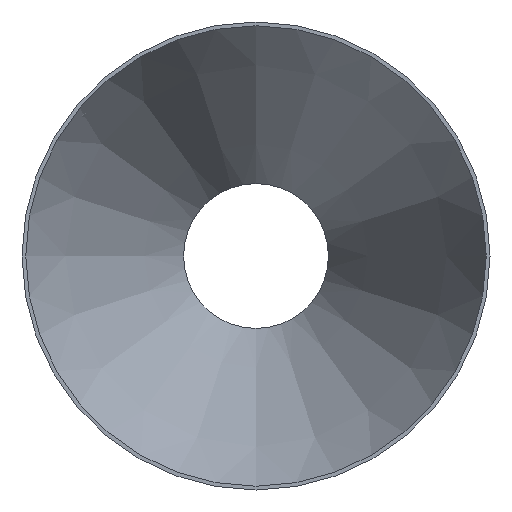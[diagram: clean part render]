
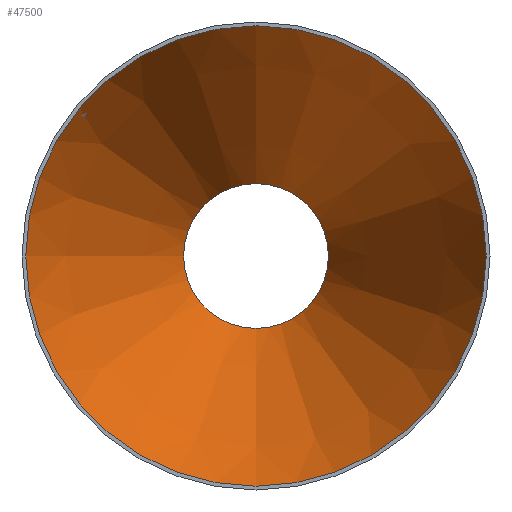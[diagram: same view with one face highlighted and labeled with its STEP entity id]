
A CAD part, front view. The second image highlights one B-rep face of the part: STEP entity #47500.
In plain terms, the highlighted conical face has half-angle 24.714 degrees and reference radius 134.298 mm.
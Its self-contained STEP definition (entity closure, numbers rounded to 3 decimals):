
#3237 = ORIENTED_EDGE ( 'NONE', *, *, #51580, .F. ) ;
#3391 = DIRECTION ( 'NONE',  ( 0., 0., -1. ) ) ;
#3449 = FACE_OUTER_BOUND ( 'NONE', #24387, .T. ) ;
#9693 = VERTEX_POINT ( 'NONE', #22213 ) ;
#10130 = CARTESIAN_POINT ( 'NONE',  ( 0., 200., 0. ) ) ;
#12763 = EDGE_CURVE ( 'NONE', #9693, #9693, #43537, .T. ) ;
#14275 = CONICAL_SURFACE ( 'NONE', #22091, 134.298, 0.431 ) ;
#20454 = CIRCLE ( 'NONE', #28232, 42.248 ) ;
#22091 = AXIS2_PLACEMENT_3D ( 'NONE', #32810, #23318, #40150 ) ;
#22213 = CARTESIAN_POINT ( 'NONE',  ( 0., 0., -134.298 ) ) ;
#22623 = DIRECTION ( 'NONE',  ( 0., 0., -1. ) ) ;
#23260 = CARTESIAN_POINT ( 'NONE',  ( 0., 200., -42.248 ) ) ;
#23318 = DIRECTION ( 'NONE',  ( 0., -1., 0. ) ) ;
#24387 = EDGE_LOOP ( 'NONE', ( #42805 ) ) ;
#26694 = DIRECTION ( 'NONE',  ( 0., -1., 0. ) ) ;
#28232 = AXIS2_PLACEMENT_3D ( 'NONE', #10130, #26694, #22623 ) ;
#28739 = FACE_BOUND ( 'NONE', #45576, .T. ) ;
#31427 = VERTEX_POINT ( 'NONE', #23260 ) ;
#31955 = DIRECTION ( 'NONE',  ( 0., -1., 0. ) ) ;
#32810 = CARTESIAN_POINT ( 'NONE',  ( 0., 0., 0. ) ) ;
#40150 = DIRECTION ( 'NONE',  ( 0., 0., -1. ) ) ;
#42805 = ORIENTED_EDGE ( 'NONE', *, *, #12763, .T. ) ;
#43537 = CIRCLE ( 'NONE', #48713, 134.298 ) ;
#45576 = EDGE_LOOP ( 'NONE', ( #3237 ) ) ;
#47500 = ADVANCED_FACE ( 'NONE', ( #28739, #3449 ), #14275, .F. ) ;
#48713 = AXIS2_PLACEMENT_3D ( 'NONE', #53078, #31955, #3391 ) ;
#51580 = EDGE_CURVE ( 'NONE', #31427, #31427, #20454, .T. ) ;
#53078 = CARTESIAN_POINT ( 'NONE',  ( 0., 0., 0. ) ) ;
